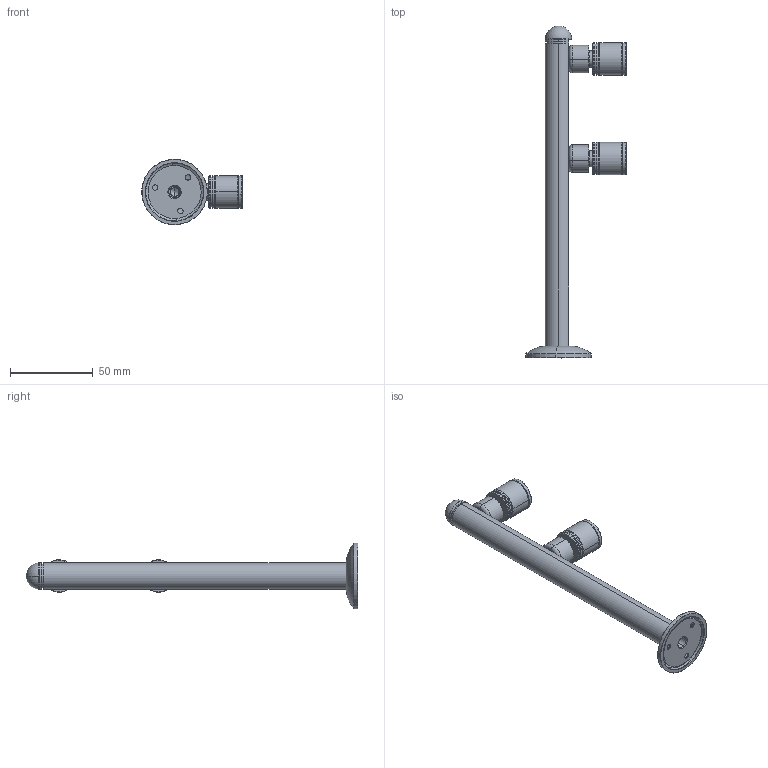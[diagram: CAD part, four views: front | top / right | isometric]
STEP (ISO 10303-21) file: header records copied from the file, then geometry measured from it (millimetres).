
FILE_DESCRIPTION (( 'STEP AP203' ), '1' );
FILE_NAME ('ÉäµÆ4-1.STEP', '2023-03-21T06:19:11', ( '' ), ( '' ), 'SwSTEP 2.0', 'SolidWorks 2018', '' );
FILE_SCHEMA (( 'CONFIG_CONTROL_DESIGN' ));
Length unit declared in the file: millimetre
Products named in the file (12): 腑啣; 芵噩; 蕾翐2; 球形盖帽; 菁釱奻裔; 橡胶圈; 奻裔; 扞腑郪璃; 掛极; 菁釱2; 嘐隅釱; 扞腑4-1
Assembly tree (12 placements, depth 3):
  扞腑4-1
    蕾翐2
    球形盖帽
    扞腑郪璃  x2
      菁釱2
      橡胶圈
      掛极
      腑啣
      芵噩
      奻裔
    菁釱奻裔
    嘐隅釱
Bounding box: 60.38 x 200 x 39.37 mm (x, y, z)
Volume: 40012 mm3; surface area: 36916.6 mm2
Topology: 24 solids, 26 shells, 650 faces, 1566 edges, 1007 vertices
Faces by surface type: cylinder 257, plane 222, torus 54, cone 51, bspline 44, sphere 22
Entity records: 18834 total; most frequent: CARTESIAN_POINT 8263, ORIENTED_EDGE 1964, DIRECTION 1948, EDGE_CURVE 982, AXIS2_PLACEMENT_3D 772, VERTEX_POINT 631, EDGE_LOOP 451, VECTOR 404
